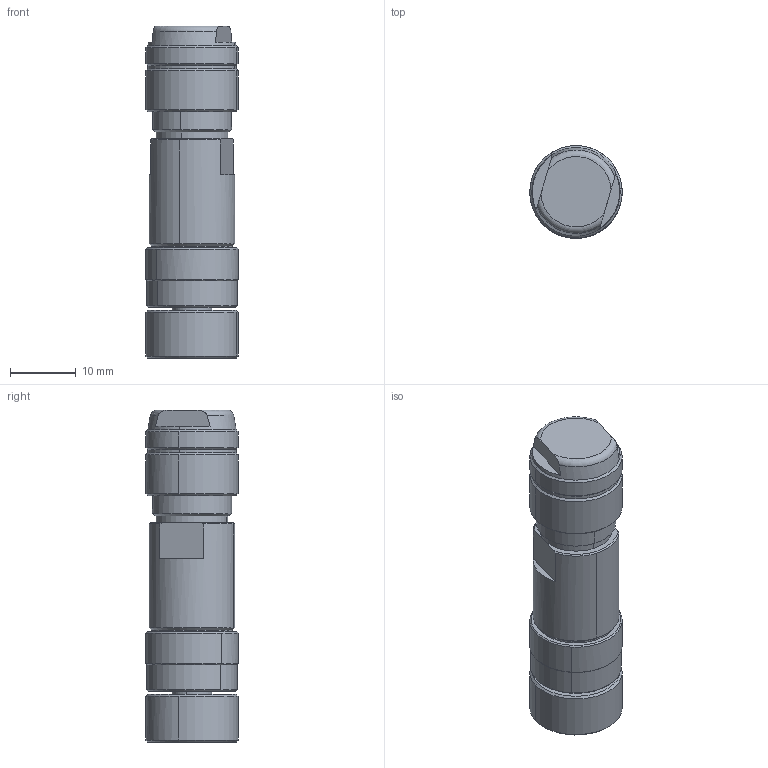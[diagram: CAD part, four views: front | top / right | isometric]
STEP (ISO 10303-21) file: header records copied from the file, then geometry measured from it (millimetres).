
FILE_DESCRIPTION(('CATIA V5 STEP Exchange','CAx-IF Rec.Pracs.--- Model Styling and Organization---1.4--- 2014-01-23'),'2;1');
FILE_NAME ('003169-3_1', '2021-03-09T08:50:32+00:00', ('none'), ('Weidmueller'), 'CATIA Version 5-6 Release 2016 SP3 HF44', 'CATIA V5 STEP AP214', 'none');
FILE_SCHEMA(('AUTOMOTIVE_DESIGN { 1 0 10303 214 1 1 1 1 }'));
Length unit declared in the file: millimetre
Products named in the file (1): 1010090000
Bounding box: 14 x 14 x 50.31 mm (x, y, z)
Volume: 6815.6 mm3; surface area: 3094.7 mm2
Topology: 2 solids, 2 shells, 183 faces, 456 edges, 304 vertices
Faces by surface type: cylinder 60, plane 47, cone 42, bspline 24, extrusion 8, torus 2
Entity records: 6065 total; most frequent: CARTESIAN_POINT 2188, ORIENTED_EDGE 912, DIRECTION 526, EDGE_CURVE 456, VERTEX_POINT 304, AXIS2_PLACEMENT_3D 269, EDGE_LOOP 218, B_SPLINE_CURVE_WITH_KNOTS 206
